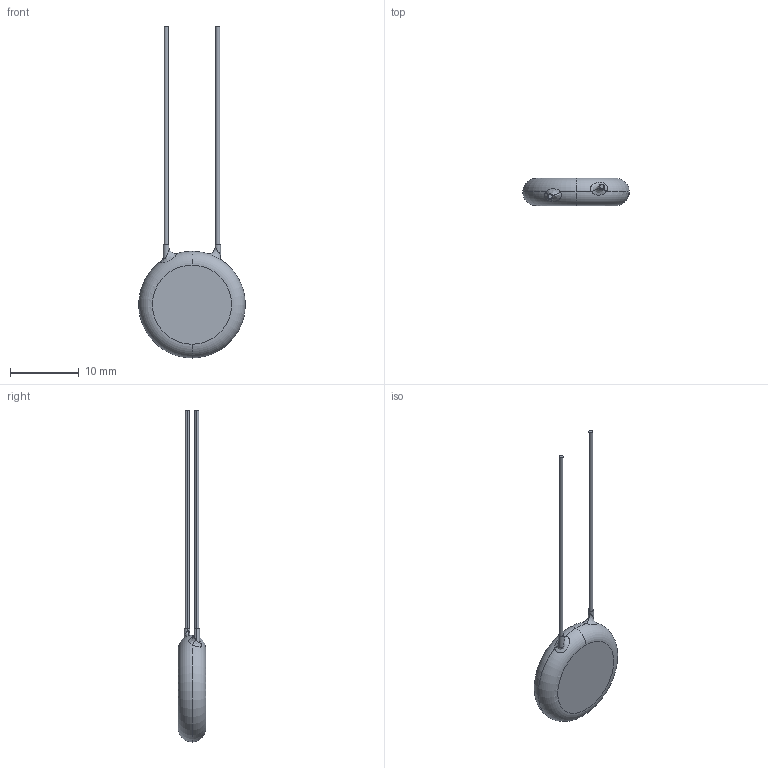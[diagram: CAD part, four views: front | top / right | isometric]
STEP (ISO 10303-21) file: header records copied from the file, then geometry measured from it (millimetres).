
FILE_DESCRIPTION (( 'STEP AP214' ), '1' );
FILE_NAME ('User Library-SIOV-S Varistor.STEP', '2016-07-05T05:46:20', ( 'Windows User' ), ( '' ), 'SwSTEP 2.0', 'SolidWorks 2016', '' );
FILE_SCHEMA (( 'AUTOMOTIVE_DESIGN' ));
Length unit declared in the file: millimetre
Products named in the file (1): User Library-SIOV-S Varistor
Bounding box: 15.48 x 4 x 48.25 mm (x, y, z)
Volume: 697.2 mm3; surface area: 614.7 mm2
Topology: 1 solids, 1 shells, 22 faces, 48 edges, 30 vertices
Faces by surface type: cylinder 8, plane 6, torus 4, bspline 4
Entity records: 1040 total; most frequent: CARTESIAN_POINT 535, DIRECTION 102, ORIENTED_EDGE 96, EDGE_CURVE 48, AXIS2_PLACEMENT_3D 47, VERTEX_POINT 30, CIRCLE 28, EDGE_LOOP 24
